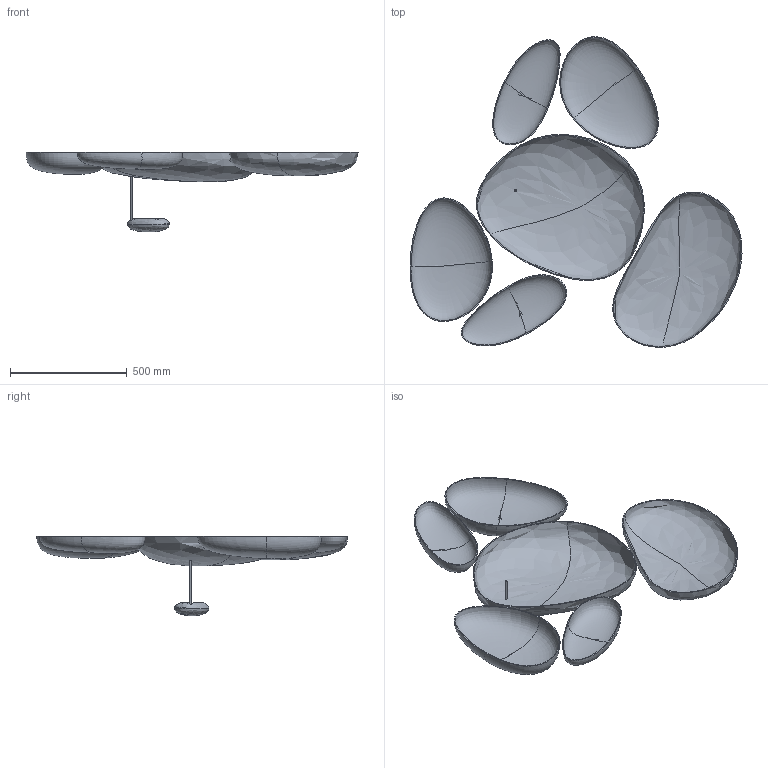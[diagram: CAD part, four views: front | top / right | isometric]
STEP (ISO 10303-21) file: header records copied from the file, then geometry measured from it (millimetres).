
FILE_DESCRIPTION(/* description */ (''),/* implementation_level */ '2;1');
FILE_NAME(/* name */ 'Skydro',/* time_stamp */ '2009-05-19T12:12:57+02:00',/* author */ (''),/* organization */ (''),/* preprocessor_version */ 'ST-DEVELOPER v10',/* originating_system */ '',/* authorisation */ '');
FILE_SCHEMA (('CONFIG_CONTROL_DESIGN'));
Length unit declared in the file: centimetre
Products named in the file (1): 1
Bounding box: 1420.13 x 1328.79 x 341.11 mm (x, y, z)
Surface area: 1599647.1 mm2 (no closed solid volume)
Topology: 0 solids, 9 shells, 25 faces, 106 edges, 84 vertices
Faces by surface type: bspline 25
Entity records: 12952 total; most frequent: CARTESIAN_POINT 12337, ORIENTED_EDGE 130, EDGE_CURVE 94, VERTEX_POINT 84, B_SPLINE_CURVE_WITH_KNOTS 78, EDGE_LOOP 38, ADVANCED_FACE 25, FACE_OUTER_BOUND 25
